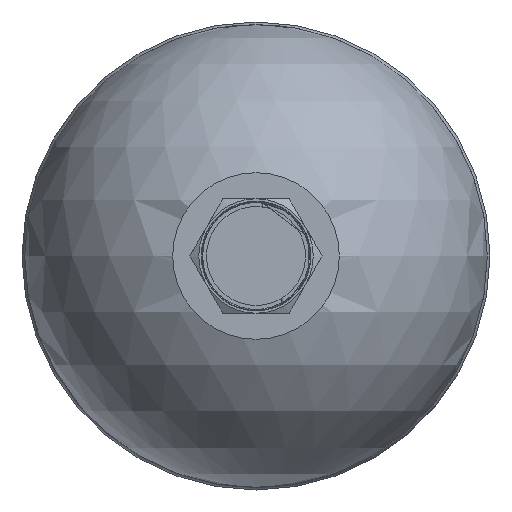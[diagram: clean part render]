
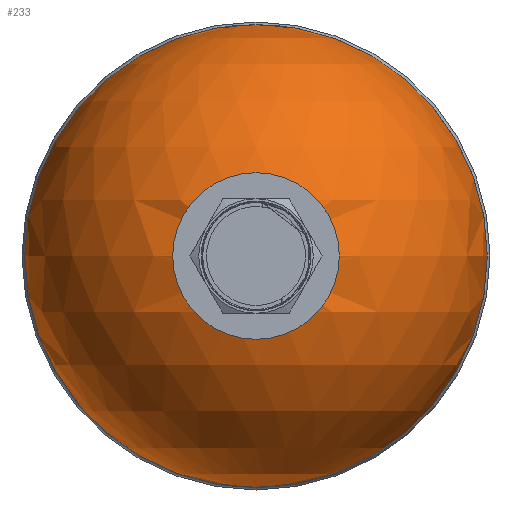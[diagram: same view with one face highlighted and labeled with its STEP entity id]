
A CAD part, left-side view. The second image highlights one B-rep face of the part: STEP entity #233.
In plain terms, the highlighted spherical face has radius 44.45 mm.
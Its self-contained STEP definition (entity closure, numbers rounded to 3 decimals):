
#151=CARTESIAN_POINT('',(16.394,-41.174,0.));
#152=VERTEX_POINT('',#151);
#153=CARTESIAN_POINT('',(16.394,3.25,0.0));
#154=DIRECTION('',(1.0,0.0,0.0));
#155=DIRECTION('',(0.0,1.0,0.0));
#156=AXIS2_PLACEMENT_3D('',#153,#154,#155);
#157=CIRCLE('',#156,44.424);
#158=EDGE_CURVE('',#152,#152,#157,.T.);
#179=CARTESIAN_POINT('',(-25.815,-4.75,0.));
#180=VERTEX_POINT('',#179);
#181=CARTESIAN_POINT('',(-25.815,3.25,0.0));
#182=DIRECTION('',(1.0,0.0,0.0));
#183=DIRECTION('',(0.0,1.0,0.0));
#184=AXIS2_PLACEMENT_3D('',#181,#182,#183);
#185=CIRCLE('',#184,8.0);
#186=EDGE_CURVE('',#180,#180,#185,.T.);
#222=CARTESIAN_POINT('',(17.909,3.25,0.0));
#223=DIRECTION('',(0.0,0.0,1.0));
#224=DIRECTION('',(1.0,0.0,0.0));
#225=AXIS2_PLACEMENT_3D('',#222,#223,#224);
#226=SPHERICAL_SURFACE('',#225,44.45);
#227=ORIENTED_EDGE('',*,*,#158,.F.);
#228=EDGE_LOOP('',(#227));
#229=FACE_OUTER_BOUND('',#228,.T.);
#230=ORIENTED_EDGE('',*,*,#186,.T.);
#231=EDGE_LOOP('',(#230));
#232=FACE_BOUND('',#231,.T.);
#233=ADVANCED_FACE('',(#229,#232),#226,.T.);
